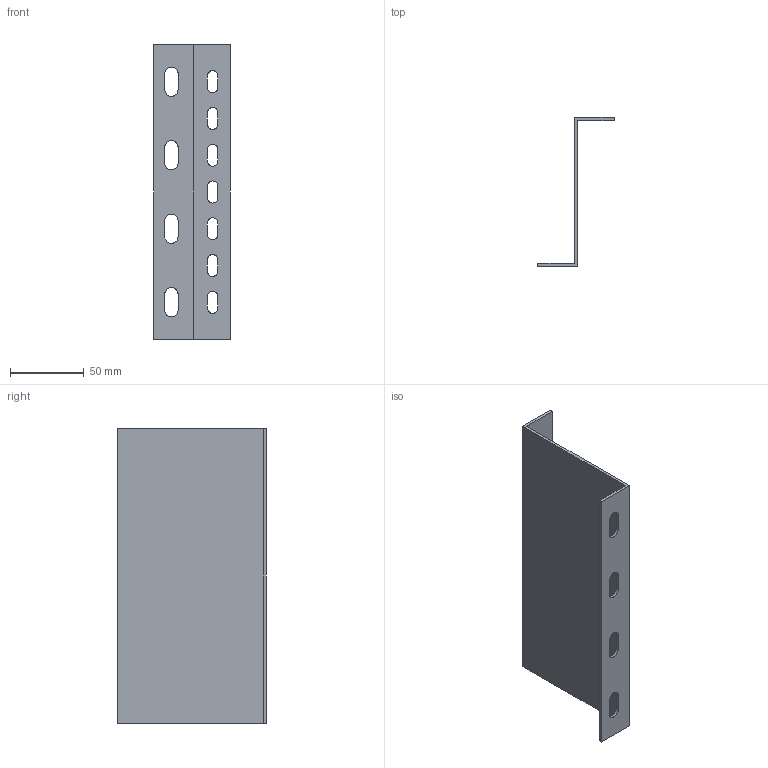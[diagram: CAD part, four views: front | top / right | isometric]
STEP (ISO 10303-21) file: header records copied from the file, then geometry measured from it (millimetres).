
FILE_DESCRIPTION(/* description */ (''),/* implementation_level */ '2;1');
FILE_NAME(/* name */ '6044583',/* time_stamp */ '2016-03-22T10:17:49+01:00',/* author */ (''),/* organization */ (''),/* preprocessor_version */ 'ST-DEVELOPER v15',/* originating_system */ '',/* authorisation */ '');
FILE_SCHEMA (('CONFIG_CONTROL_DESIGN'));
Length unit declared in the file: millimetre
Products named in the file (1): Document
Bounding box: 52 x 101 x 200 mm (x, y, z)
Volume: 57466.6 mm3; surface area: 60109.5 mm2
Topology: 1 solids, 1 shells, 58 faces, 168 edges, 112 vertices
Faces by surface type: plane 32, bspline 26
Entity records: 2220 total; most frequent: CARTESIAN_POINT 1082, ORIENTED_EDGE 336, EDGE_CURVE 168, B_SPLINE_CURVE_WITH_KNOTS 116, VERTEX_POINT 112, EDGE_LOOP 80, ADVANCED_FACE 58, FACE_OUTER_BOUND 58
